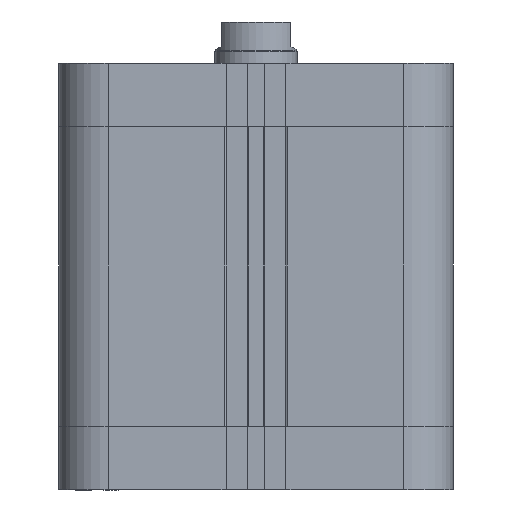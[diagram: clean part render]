
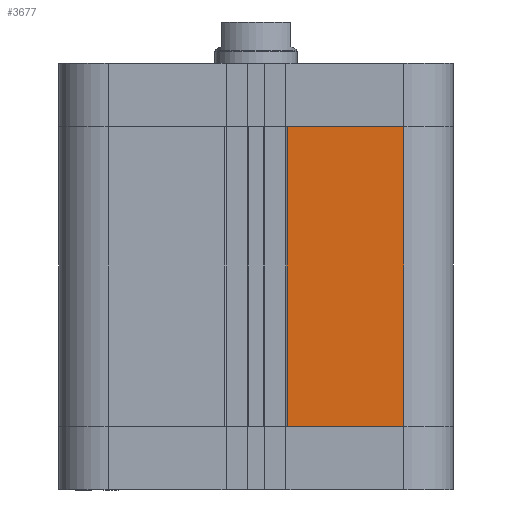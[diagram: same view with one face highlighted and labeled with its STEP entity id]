
A CAD part, front view. The second image highlights one B-rep face of the part: STEP entity #3677.
In plain terms, the highlighted planar face has unit normal (0, -1, 0).
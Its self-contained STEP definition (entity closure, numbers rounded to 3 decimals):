
#3619=CARTESIAN_POINT('',(-36.0,-48.,36.5));
#3620=VERTEX_POINT('',#3619);
#3629=CARTESIAN_POINT('',(-36.0,-48.,-36.5));
#3630=VERTEX_POINT('',#3629);
#3638=CARTESIAN_POINT('',(-36.0,-48.,-36.5));
#3639=DIRECTION('',(0.0,0.0,1.0));
#3640=VECTOR('',#3639,73.0);
#3641=LINE('',#3638,#3640);
#3642=EDGE_CURVE('',#3630,#3620,#3641,.T.);
#3647=CARTESIAN_POINT('',(-36.0,-48.,0.0));
#3648=DIRECTION('',(0.0,1.0,0.0));
#3649=DIRECTION('',(0.0,0.0,-1.0));
#3650=AXIS2_PLACEMENT_3D('',#3647,#3648,#3649);
#3651=PLANE('',#3650);
#3652=CARTESIAN_POINT('',(-7.6,-48.,36.5));
#3653=VERTEX_POINT('',#3652);
#3654=CARTESIAN_POINT('',(-36.0,-48.,36.5));
#3655=DIRECTION('',(1.0,0.0,0.0));
#3656=VECTOR('',#3655,28.4);
#3657=LINE('',#3654,#3656);
#3658=EDGE_CURVE('',#3620,#3653,#3657,.T.);
#3659=ORIENTED_EDGE('',*,*,#3658,.F.);
#3660=ORIENTED_EDGE('',*,*,#3642,.F.);
#3661=CARTESIAN_POINT('',(-7.6,-48.,-36.5));
#3662=VERTEX_POINT('',#3661);
#3663=CARTESIAN_POINT('',(-7.6,-48.,-36.5));
#3664=DIRECTION('',(-1.0,0.0,0.0));
#3665=VECTOR('',#3664,28.4);
#3666=LINE('',#3663,#3665);
#3667=EDGE_CURVE('',#3662,#3630,#3666,.T.);
#3668=ORIENTED_EDGE('',*,*,#3667,.F.);
#3669=CARTESIAN_POINT('',(-7.6,-48.,-36.5));
#3670=DIRECTION('',(0.0,0.0,1.0));
#3671=VECTOR('',#3670,73.0);
#3672=LINE('',#3669,#3671);
#3673=EDGE_CURVE('',#3662,#3653,#3672,.T.);
#3674=ORIENTED_EDGE('',*,*,#3673,.T.);
#3675=EDGE_LOOP('',(#3659,#3660,#3668,#3674));
#3676=FACE_OUTER_BOUND('',#3675,.T.);
#3677=ADVANCED_FACE('',(#3676),#3651,.F.);
